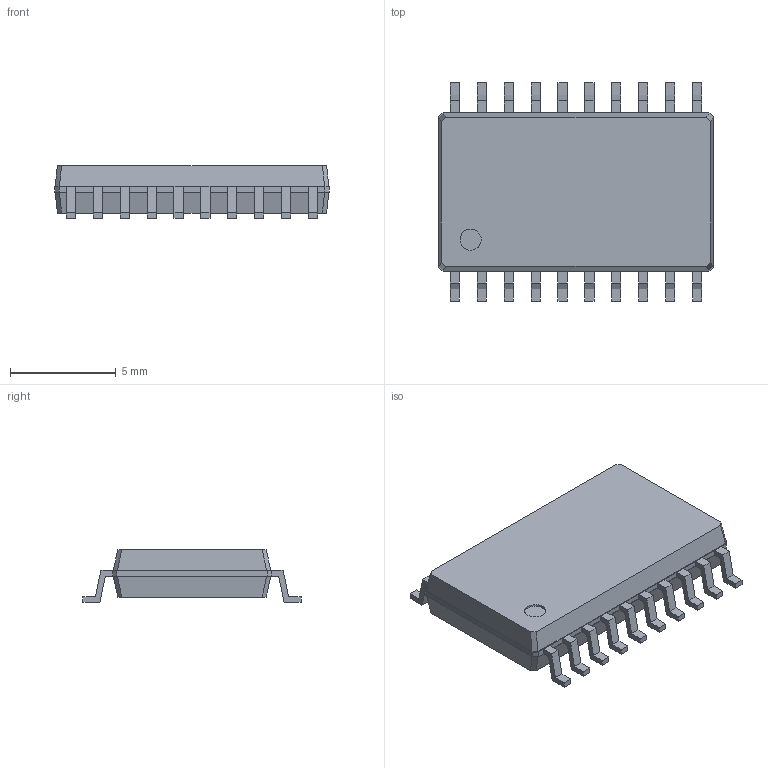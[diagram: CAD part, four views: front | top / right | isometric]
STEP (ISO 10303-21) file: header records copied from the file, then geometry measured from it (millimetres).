
FILE_DESCRIPTION(('FreeCAD Model'),'2;1');
FILE_NAME('Open CASCADE Shape Model','2025-01-20T13:52:11',(''),(''), 'Open CASCADE STEP processor 7.8','FreeCAD','Unknown');
FILE_SCHEMA(('AUTOMOTIVE_DESIGN { 1 0 10303 214 1 1 1 1 }'));
Length unit declared in the file: millimetre
Products named in the file (4): soic20w; difference; Group; Group001
Assembly tree (3 placements, depth 2):
  soic20w
    difference
    Group
    Group001
Bounding box: 12.95 x 10.3 x 2.5 mm (x, y, z)
Volume: 214.6 mm3; surface area: 342.2 mm2
Topology: 21 solids, 21 shells, 230 faces, 556 edges, 371 vertices
Faces by surface type: plane 219, bspline 10, cylinder 1
Full cylindrical faces by diameter (mm): 1 x1
Entity records: 6818 total; most frequent: CARTESIAN_POINT 1298, ORIENTED_EDGE 1112, DIRECTION 963, EDGE_CURVE 556, LINE 513, VECTOR 513, VERTEX_POINT 371, FACE_BOUND 233
